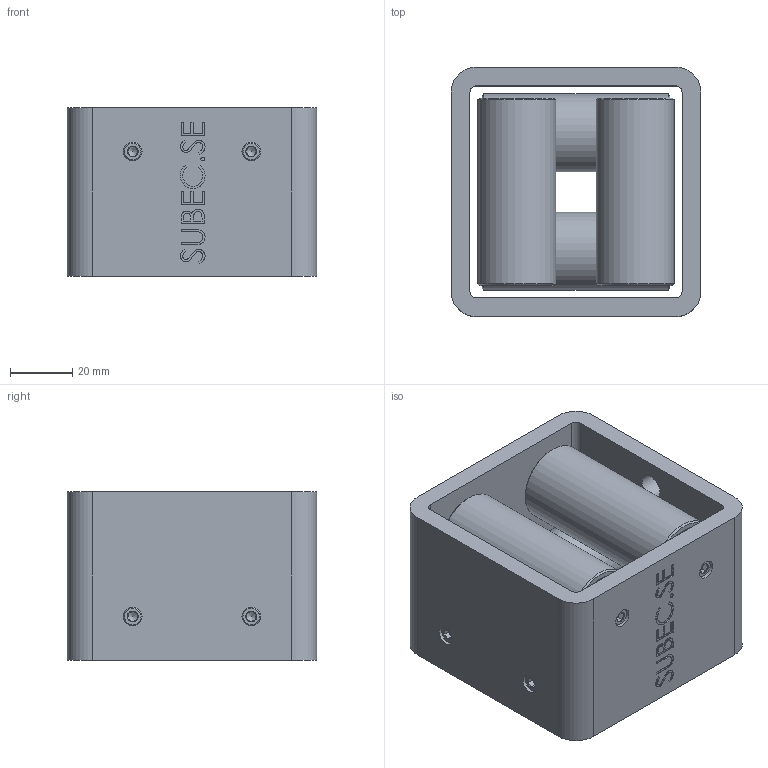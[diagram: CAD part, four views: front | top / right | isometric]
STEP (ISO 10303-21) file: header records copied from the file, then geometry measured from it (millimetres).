
FILE_DESCRIPTION (( 'STEP AP203' ), '1' );
FILE_NAME ('10852.STEP', '2021-12-10T10:32:26', ( '' ), ( '' ), 'SwSTEP 2.0', 'SolidWorks 2021', '' );
FILE_SCHEMA (( 'CONFIG_CONTROL_DESIGN' ));
Length unit declared in the file: millimetre
Products named in the file (1): 10852
Bounding box: 80 x 80 x 54 mm (x, y, z)
Surface area: 65579.1 mm2 (no closed solid volume)
Topology: 0 solids, 17 shells, 302 faces, 731 edges, 456 vertices
Faces by surface type: plane 130, cone 88, bspline 56, cylinder 28
Full cylindrical faces by diameter (mm): 6 x8, 8 x4, 15.4 x4, 25 x4
Entity records: 11344 total; most frequent: CARTESIAN_POINT 5114, ORIENTED_EDGE 1240, DIRECTION 1079, EDGE_CURVE 643, VERTEX_POINT 428, EDGE_LOOP 410, AXIS2_PLACEMENT_3D 403, FACE_OUTER_BOUND 322
